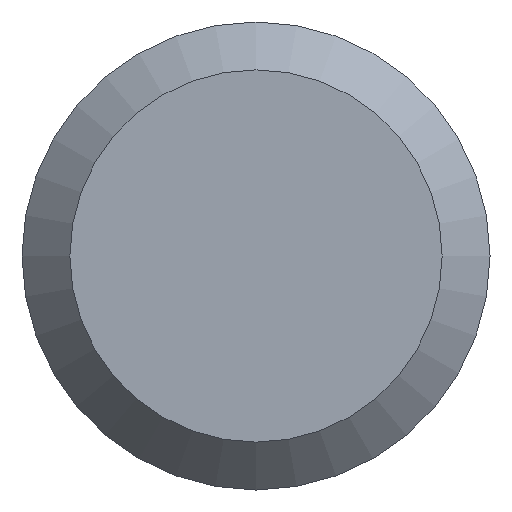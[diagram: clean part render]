
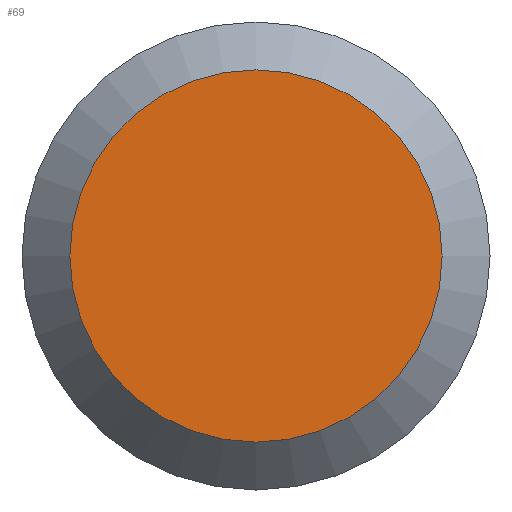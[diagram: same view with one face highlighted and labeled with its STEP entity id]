
A CAD part, front view. The second image highlights one B-rep face of the part: STEP entity #69.
In plain terms, the highlighted planar face has unit normal (0, -1, 0).
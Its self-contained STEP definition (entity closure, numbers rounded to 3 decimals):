
#16=PLANE('',#92);
#22=FACE_OUTER_BOUND('',#27,.T.);
#27=EDGE_LOOP('',(#62));
#37=CIRCLE('',#91,1.945);
#41=VERTEX_POINT('',#129);
#48=EDGE_CURVE('',#41,#41,#37,.T.);
#62=ORIENTED_EDGE('',*,*,#48,.F.);
#69=ADVANCED_FACE('',(#22),#16,.F.);
#91=AXIS2_PLACEMENT_3D('',#131,#112,#113);
#92=AXIS2_PLACEMENT_3D('',#132,#114,#115);
#112=DIRECTION('center_axis',(0.,1.,0.));
#113=DIRECTION('ref_axis',(-1.,0.,0.));
#114=DIRECTION('center_axis',(0.,1.,0.));
#115=DIRECTION('ref_axis',(-1.,0.,0.));
#129=CARTESIAN_POINT('',(-17.208,-102.434,0.));
#131=CARTESIAN_POINT('Origin',(-19.153,-102.434,0.));
#132=CARTESIAN_POINT('Origin',(-19.153,-102.434,0.));
